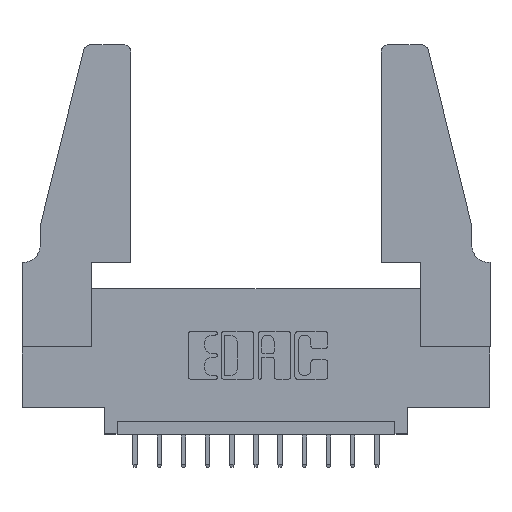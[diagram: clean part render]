
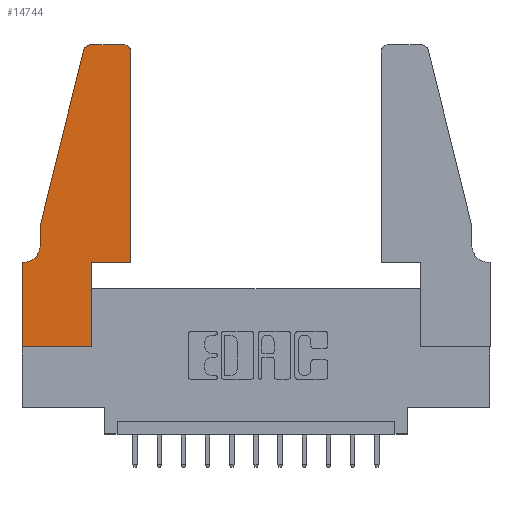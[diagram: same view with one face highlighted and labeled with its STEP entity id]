
A CAD part, top view. The second image highlights one B-rep face of the part: STEP entity #14744.
In plain terms, the highlighted planar face has unit normal (0, 0, 1).
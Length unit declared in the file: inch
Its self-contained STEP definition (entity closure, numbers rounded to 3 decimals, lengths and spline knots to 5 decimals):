
#195 = DIRECTION ( 'NONE',  ( 1., 0., 0. ) ) ;
#232 = DIRECTION ( 'NONE',  ( 1., 0., 0. ) ) ;
#318 = LINE ( 'NONE', #9480, #10289 ) ;
#606 = EDGE_CURVE ( 'NONE', #4292, #6280, #1452, .T. ) ;
#1247 = CARTESIAN_POINT ( 'NONE',  ( 0.2865, 0.35, 0.37 ) ) ;
#1397 = FACE_OUTER_BOUND ( 'NONE', #12012, .T. ) ;
#1452 = LINE ( 'NONE', #3400, #6656 ) ;
#1508 = DIRECTION ( 'NONE',  ( 0., 1., 0. ) ) ;
#1613 = CARTESIAN_POINT ( 'NONE',  ( 0.284, 1.22, 0.37 ) ) ;
#1659 = EDGE_CURVE ( 'NONE', #14072, #13109, #4297, .T. ) ;
#1715 = DIRECTION ( 'NONE',  ( 0., 0., -1. ) ) ;
#1760 = VECTOR ( 'NONE', #1508, 39.37008 ) ;
#1842 = VECTOR ( 'NONE', #2741, 39.37008 ) ;
#2123 = ORIENTED_EDGE ( 'NONE', *, *, #7481, .T. ) ;
#2171 = DIRECTION ( 'NONE',  ( 0., -1., 0. ) ) ;
#2411 = VERTEX_POINT ( 'NONE', #8937 ) ;
#2412 = DIRECTION ( 'NONE',  ( 0., 0., 1. ) ) ;
#2644 = DIRECTION ( 'NONE',  ( -0.239, -0.971, 0. ) ) ;
#2741 = DIRECTION ( 'NONE',  ( 1., 0., 0. ) ) ;
#3038 = ORIENTED_EDGE ( 'NONE', *, *, #1659, .T. ) ;
#3069 = CARTESIAN_POINT ( 'NONE',  ( 0.4505, 0.35, 0.37 ) ) ;
#3080 = VERTEX_POINT ( 'NONE', #10323 ) ;
#3187 = ORIENTED_EDGE ( 'NONE', *, *, #4112, .T. ) ;
#3330 = EDGE_CURVE ( 'NONE', #13109, #3080, #11950, .T. ) ;
#3400 = CARTESIAN_POINT ( 'NONE',  ( 0.0755, 0.35, 0.37 ) ) ;
#3571 = DIRECTION ( 'NONE',  ( 1., 0., 0. ) ) ;
#3795 = CARTESIAN_POINT ( 'NONE',  ( 0.25487, 1.22718, 0.37 ) ) ;
#3988 = VERTEX_POINT ( 'NONE', #13092 ) ;
#4110 = CARTESIAN_POINT ( 'NONE',  ( 0., 0., 0.37 ) ) ;
#4112 = EDGE_CURVE ( 'NONE', #6280, #6219, #318, .T. ) ;
#4178 = VERTEX_POINT ( 'NONE', #11803 ) ;
#4265 = LINE ( 'NONE', #3069, #1760 ) ;
#4292 = VERTEX_POINT ( 'NONE', #12271 ) ;
#4297 = CIRCLE ( 'NONE', #10044, 0.03 ) ;
#4388 = VERTEX_POINT ( 'NONE', #6894 ) ;
#4631 = AXIS2_PLACEMENT_3D ( 'NONE', #6892, #2412, #232 ) ;
#4747 = VECTOR ( 'NONE', #2644, 39.37008 ) ;
#4827 = CARTESIAN_POINT ( 'NONE',  ( 0., 0.35, 0.37 ) ) ;
#4894 = ORIENTED_EDGE ( 'NONE', *, *, #10114, .T. ) ;
#5124 = CIRCLE ( 'NONE', #4631, 0.03 ) ;
#5394 = CARTESIAN_POINT ( 'NONE',  ( 0., 0.35, 0.37 ) ) ;
#5732 = CARTESIAN_POINT ( 'NONE',  ( 0.2865, 0.35, 0.37 ) ) ;
#6219 = VERTEX_POINT ( 'NONE', #4110 ) ;
#6230 = CARTESIAN_POINT ( 'NONE',  ( 0.0755, 0.5, 0.37 ) ) ;
#6280 = VERTEX_POINT ( 'NONE', #5394 ) ;
#6345 = CIRCLE ( 'NONE', #10920, 0.07 ) ;
#6418 = ORIENTED_EDGE ( 'NONE', *, *, #11827, .T. ) ;
#6656 = VECTOR ( 'NONE', #13833, 39.37008 ) ;
#6892 = CARTESIAN_POINT ( 'NONE',  ( 0.4205, 1.22, 0.37 ) ) ;
#6894 = CARTESIAN_POINT ( 'NONE',  ( 0.0755, 0.42, 0.37 ) ) ;
#6927 = DIRECTION ( 'NONE',  ( 0., 0., 1. ) ) ;
#7065 = PLANE ( 'NONE',  #14556 ) ;
#7236 = DIRECTION ( 'NONE',  ( -1., 0., 0. ) ) ;
#7443 = EDGE_CURVE ( 'NONE', #9837, #2411, #4265, .T. ) ;
#7481 = EDGE_CURVE ( 'NONE', #3988, #10642, #11384, .T. ) ;
#8061 = VECTOR ( 'NONE', #8140, 39.37008 ) ;
#8088 = LINE ( 'NONE', #13742, #10873 ) ;
#8140 = DIRECTION ( 'NONE',  ( 0., -1., 0. ) ) ;
#8159 = DIRECTION ( 'NONE',  ( -1., 0., 0. ) ) ;
#8211 = CARTESIAN_POINT ( 'NONE',  ( 0.0755, 0.5, 0.37 ) ) ;
#8259 = CARTESIAN_POINT ( 'NONE',  ( 0.4505, 0.35, 0.37 ) ) ;
#8493 = EDGE_CURVE ( 'NONE', #2411, #4178, #5124, .T. ) ;
#8617 = ORIENTED_EDGE ( 'NONE', *, *, #8493, .T. ) ;
#8674 = ORIENTED_EDGE ( 'NONE', *, *, #14792, .T. ) ;
#8937 = CARTESIAN_POINT ( 'NONE',  ( 0.4505, 1.22, 0.37 ) ) ;
#9480 = CARTESIAN_POINT ( 'NONE',  ( 0., 0., 0.37 ) ) ;
#9620 = ORIENTED_EDGE ( 'NONE', *, *, #3330, .T. ) ;
#9793 = CARTESIAN_POINT ( 'NONE',  ( 0.4505, 0.35, 0.37 ) ) ;
#9837 = VERTEX_POINT ( 'NONE', #8259 ) ;
#9869 = LINE ( 'NONE', #9793, #1842 ) ;
#10044 = AXIS2_PLACEMENT_3D ( 'NONE', #1613, #10835, #14143 ) ;
#10114 = EDGE_CURVE ( 'NONE', #4178, #14072, #8088, .T. ) ;
#10289 = VECTOR ( 'NONE', #2171, 39.37008 ) ;
#10323 = CARTESIAN_POINT ( 'NONE',  ( 0.0755, 0.5, 0.37 ) ) ;
#10326 = LINE ( 'NONE', #14096, #12125 ) ;
#10642 = VERTEX_POINT ( 'NONE', #1247 ) ;
#10747 = CARTESIAN_POINT ( 'NONE',  ( 0.284, 1.25, 0.37 ) ) ;
#10835 = DIRECTION ( 'NONE',  ( 0., 0., 1. ) ) ;
#10873 = VECTOR ( 'NONE', #8159, 39.37008 ) ;
#10920 = AXIS2_PLACEMENT_3D ( 'NONE', #11912, #1715, #7236 ) ;
#11230 = ORIENTED_EDGE ( 'NONE', *, *, #11759, .T. ) ;
#11384 = LINE ( 'NONE', #5732, #13269 ) ;
#11513 = ORIENTED_EDGE ( 'NONE', *, *, #7443, .T. ) ;
#11674 = ORIENTED_EDGE ( 'NONE', *, *, #606, .T. ) ;
#11759 = EDGE_CURVE ( 'NONE', #6219, #3988, #10326, .T. ) ;
#11803 = CARTESIAN_POINT ( 'NONE',  ( 0.4205, 1.25, 0.37 ) ) ;
#11827 = EDGE_CURVE ( 'NONE', #4388, #4292, #6345, .T. ) ;
#11912 = CARTESIAN_POINT ( 'NONE',  ( 0.0055, 0.42, 0.37 ) ) ;
#11950 = LINE ( 'NONE', #6230, #4747 ) ;
#12012 = EDGE_LOOP ( 'NONE', ( #4894, #3038, #9620, #8674, #6418, #11674, #3187, #11230, #2123, #12463, #11513, #8617 ) ) ;
#12125 = VECTOR ( 'NONE', #3571, 39.37008 ) ;
#12271 = CARTESIAN_POINT ( 'NONE',  ( 0.0055, 0.35, 0.37 ) ) ;
#12463 = ORIENTED_EDGE ( 'NONE', *, *, #13729, .T. ) ;
#13092 = CARTESIAN_POINT ( 'NONE',  ( 0.2865, 0., 0.37 ) ) ;
#13109 = VERTEX_POINT ( 'NONE', #3795 ) ;
#13269 = VECTOR ( 'NONE', #14834, 39.37008 ) ;
#13729 = EDGE_CURVE ( 'NONE', #10642, #9837, #9869, .T. ) ;
#13742 = CARTESIAN_POINT ( 'NONE',  ( 0.2605, 1.25, 0.37 ) ) ;
#13833 = DIRECTION ( 'NONE',  ( -1., 0., 0. ) ) ;
#13932 = LINE ( 'NONE', #8211, #8061 ) ;
#14072 = VERTEX_POINT ( 'NONE', #10747 ) ;
#14096 = CARTESIAN_POINT ( 'NONE',  ( 0., 0., 0.37 ) ) ;
#14143 = DIRECTION ( 'NONE',  ( 1., 0., 0. ) ) ;
#14556 = AXIS2_PLACEMENT_3D ( 'NONE', #4827, #6927, #195 ) ;
#14744 = ADVANCED_FACE ( 'NONE', ( #1397 ), #7065, .T. ) ;
#14792 = EDGE_CURVE ( 'NONE', #3080, #4388, #13932, .T. ) ;
#14834 = DIRECTION ( 'NONE',  ( 0., 1., 0. ) ) ;
